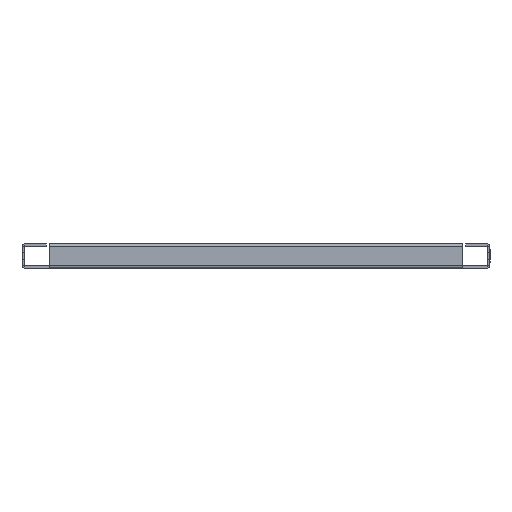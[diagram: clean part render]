
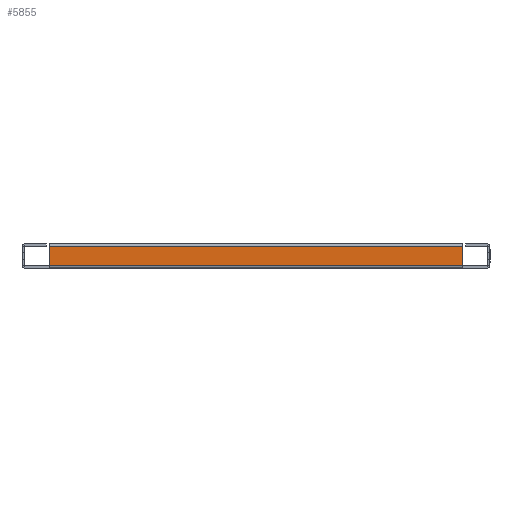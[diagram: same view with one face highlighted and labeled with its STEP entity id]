
A CAD part, left-side view. The second image highlights one B-rep face of the part: STEP entity #5855.
In plain terms, the highlighted planar face has unit normal (-1, 0, 0).
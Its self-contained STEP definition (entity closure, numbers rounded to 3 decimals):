
#102 = ORIENTED_EDGE ( 'NONE', *, *, #3960, .F. ) ;
#149 = ORIENTED_EDGE ( 'NONE', *, *, #3970, .T. ) ;
#196 = ORIENTED_EDGE ( 'NONE', *, *, #3967, .T. ) ;
#220 = ORIENTED_EDGE ( 'NONE', *, *, #3961, .T. ) ;
#2155 = CARTESIAN_POINT ( 'NONE',  ( -1041.51, -214.5, 22.49 ) ) ;
#2156 = CARTESIAN_POINT ( 'NONE',  ( -1041.51, -214.5, 2.51 ) ) ;
#2159 = CARTESIAN_POINT ( 'NONE',  ( -1041.51, 214.5, 22.49 ) ) ;
#2161 = CARTESIAN_POINT ( 'NONE',  ( -1041.51, 214.5, 2.51 ) ) ;
#2541 = CARTESIAN_POINT ( 'NONE',  ( -1041.51, 214.5, 2.51 ) ) ;
#2551 = CARTESIAN_POINT ( 'NONE',  ( -1041.51, -214.5, 2.5 ) ) ;
#2552 = DIRECTION ( 'NONE',  ( 0., 1., 0. ) ) ;
#2554 = DIRECTION ( 'NONE',  ( 0., 0., 1. ) ) ;
#2565 = CARTESIAN_POINT ( 'NONE',  ( -1041.51, 214.5, 2.5 ) ) ;
#2566 = DIRECTION ( 'NONE',  ( 0., 0., -1. ) ) ;
#2571 = CARTESIAN_POINT ( 'NONE',  ( -1041.51, -214.5, 22.49 ) ) ;
#2572 = DIRECTION ( 'NONE',  ( 0., 1., 0. ) ) ;
#2688 = CARTESIAN_POINT ( 'NONE',  ( -1041.51, 214.5, 2.5 ) ) ;
#2693 = PLANE ( 'NONE',  #5378 ) ;
#2698 = DIRECTION ( 'NONE',  ( 1., 0., 0. ) ) ;
#2699 = DIRECTION ( 'NONE',  ( 0., 0., -1. ) ) ;
#3503 = VERTEX_POINT ( 'NONE', #2155 ) ;
#3504 = VERTEX_POINT ( 'NONE', #2156 ) ;
#3507 = VERTEX_POINT ( 'NONE', #2159 ) ;
#3509 = VERTEX_POINT ( 'NONE', #2161 ) ;
#3960 = EDGE_CURVE ( 'NONE', #3504, #3509, #5478, .T. ) ;
#3961 = EDGE_CURVE ( 'NONE', #3504, #3503, #5477, .T. ) ;
#3967 = EDGE_CURVE ( 'NONE', #3507, #3509, #5503, .T. ) ;
#3970 = EDGE_CURVE ( 'NONE', #3503, #3507, #5509, .T. ) ;
#5378 = AXIS2_PLACEMENT_3D ( 'NONE', #2688, #2698, #2699 ) ;
#5477 = LINE ( 'NONE', #2551, #5491 ) ;
#5478 = LINE ( 'NONE', #2541, #5489 ) ;
#5489 = VECTOR ( 'NONE', #2552, 1000. ) ;
#5491 = VECTOR ( 'NONE', #2554, 1000. ) ;
#5503 = LINE ( 'NONE', #2565, #5504 ) ;
#5504 = VECTOR ( 'NONE', #2566, 1000. ) ;
#5509 = LINE ( 'NONE', #2571, #5510 ) ;
#5510 = VECTOR ( 'NONE', #2572, 1000. ) ;
#5591 = FACE_OUTER_BOUND ( 'NONE', #5957, .T. ) ;
#5855 = ADVANCED_FACE ( 'NONE', ( #5591 ), #2693, .F. ) ;
#5957 = EDGE_LOOP ( 'NONE', ( #149, #196, #102, #220 ) ) ;
